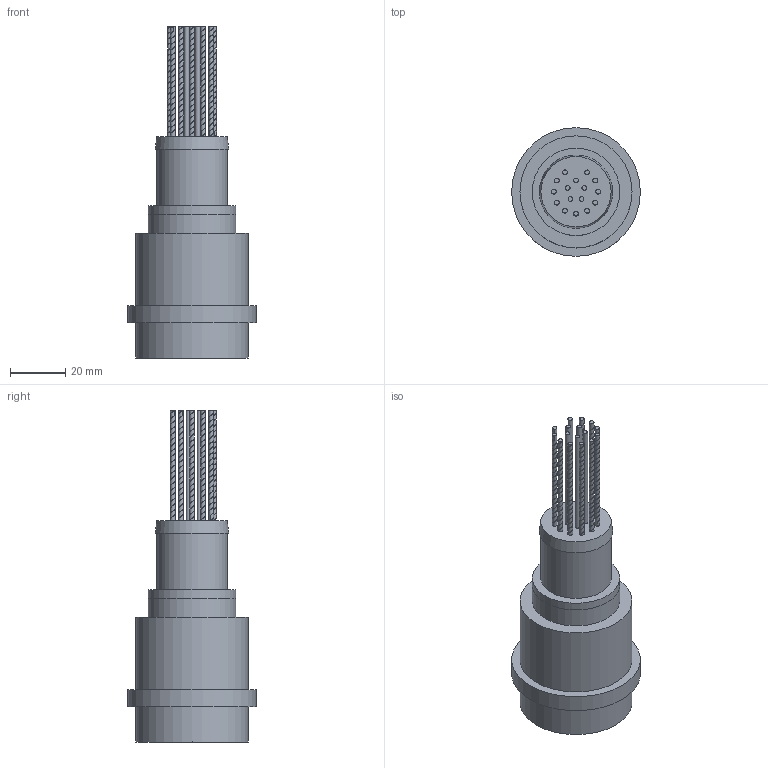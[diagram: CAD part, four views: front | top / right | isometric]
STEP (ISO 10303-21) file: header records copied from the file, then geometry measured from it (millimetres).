
FILE_DESCRIPTION(/* description */ (''),/* implementation_level */ '2;1');
FILE_NAME(/* name */ 'PBOF16F.stp',/* time_stamp */ '2014-11-28T08:35:30+01:00',/* author */ ('sh'),/* organization */ (''),/* preprocessor_version */ 'ST-DEVELOPER v15.2',/* originating_system */ 'Autodesk Inventor 2014',/* authorisation */ '');
FILE_SCHEMA (('AUTOMOTIVE_DESIGN { 1 0 10303 214 3 1 1 }'));
Length unit declared in the file: millimetre
Products named in the file (1): PBOF16F
Bounding box: 46.5 x 46.5 x 120 mm (x, y, z)
Volume: 77083.5 mm3; surface area: 20328 mm2
Topology: 1 solids, 1 shells, 517 faces, 1300 edges, 853 vertices
Faces by surface type: plane 265, bspline 203, cylinder 48, cone 1
Full cylindrical faces by diameter (mm): 1.7 x6, 4.8 x16, 25.4 x1, 31.599 x1, 31.6 x1, 40.5 x2, 46.5 x1
Entity records: 25171 total; most frequent: CARTESIAN_POINT 13701, ORIENTED_EDGE 2562, DIRECTION 1572, EDGE_CURVE 1271, VERTEX_POINT 853, LINE 788, VECTOR 788, EDGE_LOOP 614
